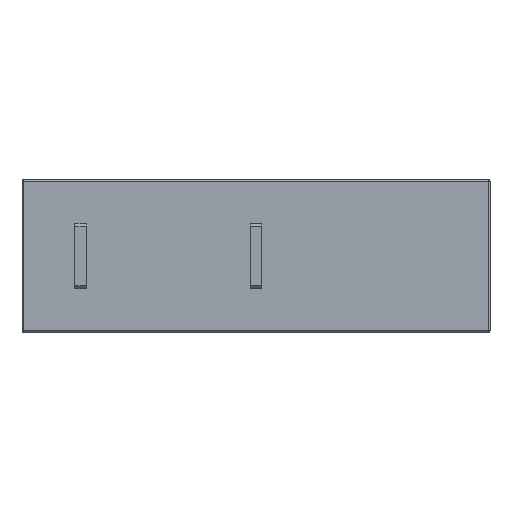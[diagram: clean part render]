
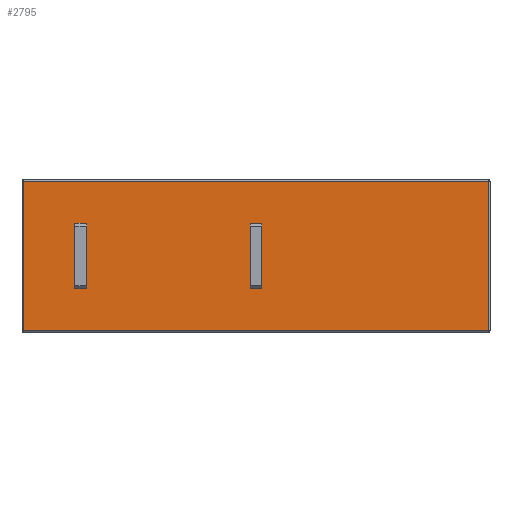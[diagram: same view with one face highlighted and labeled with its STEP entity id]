
A CAD part, front view. The second image highlights one B-rep face of the part: STEP entity #2795.
In plain terms, the highlighted planar face has unit normal (0, -1, 0).
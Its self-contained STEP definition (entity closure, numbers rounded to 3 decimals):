
#371=FACE_OUTER_BOUND('',#565,.T.);
#565=EDGE_LOOP('',(#2099,#2100,#2101,#2102));
#841=LINE('',#4606,#1083);
#842=LINE('',#4608,#1084);
#843=LINE('',#4610,#1085);
#844=LINE('',#4611,#1086);
#1083=VECTOR('',#3615,1000.);
#1084=VECTOR('',#3616,1000.);
#1085=VECTOR('',#3617,1000.);
#1086=VECTOR('',#3618,1000.);
#1339=VERTEX_POINT('',#4604);
#1340=VERTEX_POINT('',#4605);
#1341=VERTEX_POINT('',#4607);
#1342=VERTEX_POINT('',#4609);
#1617=EDGE_CURVE('',#1339,#1340,#841,.T.);
#1618=EDGE_CURVE('',#1340,#1341,#842,.T.);
#1619=EDGE_CURVE('',#1341,#1342,#843,.T.);
#1620=EDGE_CURVE('',#1342,#1339,#844,.T.);
#2099=ORIENTED_EDGE('',*,*,#1617,.T.);
#2100=ORIENTED_EDGE('',*,*,#1618,.T.);
#2101=ORIENTED_EDGE('',*,*,#1619,.T.);
#2102=ORIENTED_EDGE('',*,*,#1620,.T.);
#2701=PLANE('',#3039);
#2795=ADVANCED_FACE('',(#371),#2701,.T.);
#3039=AXIS2_PLACEMENT_3D('',#4603,#3613,#3614);
#3613=DIRECTION('center_axis',(0.,-1.,0.));
#3614=DIRECTION('ref_axis',(0.,0.,-1.));
#3615=DIRECTION('',(-1.,0.,0.));
#3616=DIRECTION('',(0.,0.,-1.));
#3617=DIRECTION('',(1.,0.,0.));
#3618=DIRECTION('',(0.,0.,1.));
#4603=CARTESIAN_POINT('Origin',(9.995,0.,-3.251));
#4604=CARTESIAN_POINT('',(9.935,0.,3.191));
#4605=CARTESIAN_POINT('',(-9.935,0.,3.191));
#4606=CARTESIAN_POINT('',(9.995,0.,3.191));
#4607=CARTESIAN_POINT('',(-9.935,0.,-3.191));
#4608=CARTESIAN_POINT('',(-9.935,0.,-3.251));
#4609=CARTESIAN_POINT('',(9.935,0.,-3.191));
#4610=CARTESIAN_POINT('',(9.995,0.,-3.191));
#4611=CARTESIAN_POINT('',(9.935,0.,3.251));
